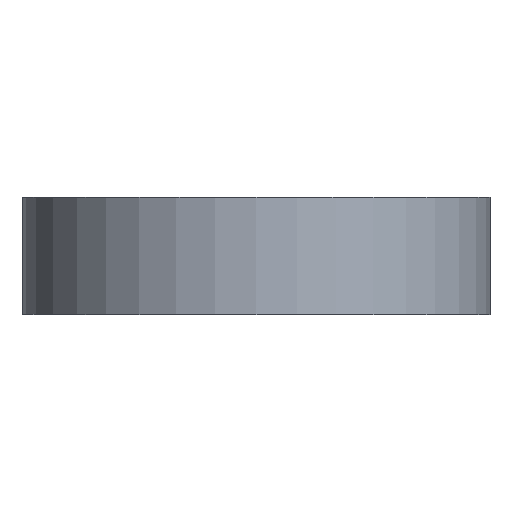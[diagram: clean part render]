
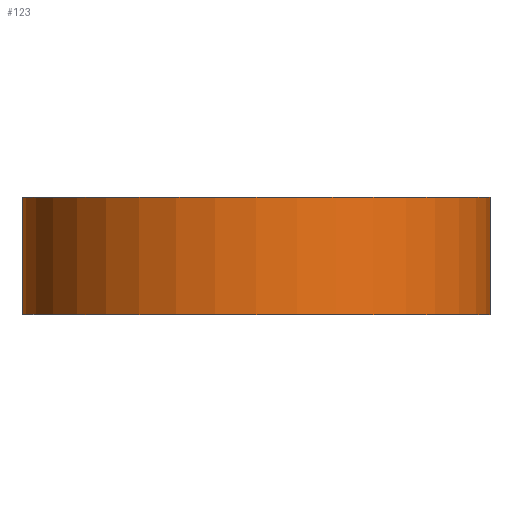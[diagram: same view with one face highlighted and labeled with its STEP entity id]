
A CAD part, front view. The second image highlights one B-rep face of the part: STEP entity #123.
In plain terms, the highlighted cylindrical face has radius 8 mm (diameter 16 mm), a partial arc.
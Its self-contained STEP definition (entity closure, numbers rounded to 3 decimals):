
#17 = CARTESIAN_POINT ( 'NONE',  ( -8., 0., 4. ) ) ;
#32 = ORIENTED_EDGE ( 'NONE', *, *, #366, .F. ) ;
#37 = CARTESIAN_POINT ( 'NONE',  ( 8., 0., 4. ) ) ;
#107 = CARTESIAN_POINT ( 'NONE',  ( -8., 0., 4. ) ) ;
#123 = ADVANCED_FACE ( 'NONE', ( #436 ), #528, .T. ) ;
#130 = EDGE_CURVE ( 'NONE', #406, #573, #262, .T. ) ;
#137 = ORIENTED_EDGE ( 'NONE', *, *, #472, .T. ) ;
#138 = ORIENTED_EDGE ( 'NONE', *, *, #130, .F. ) ;
#146 = DIRECTION ( 'NONE',  ( 1., 0., 0. ) ) ;
#163 = VERTEX_POINT ( 'NONE', #214 ) ;
#180 = DIRECTION ( 'NONE',  ( 1., 0., 0. ) ) ;
#204 = ORIENTED_EDGE ( 'NONE', *, *, #303, .T. ) ;
#207 = CARTESIAN_POINT ( 'NONE',  ( 8., 0., 4. ) ) ;
#212 = DIRECTION ( 'NONE',  ( 0., 0., -1. ) ) ;
#214 = CARTESIAN_POINT ( 'NONE',  ( -8., 0., 0. ) ) ;
#219 = CIRCLE ( 'NONE', #621, 8. ) ;
#221 = DIRECTION ( 'NONE',  ( 0., 0., -1. ) ) ;
#225 = VERTEX_POINT ( 'NONE', #17 ) ;
#238 = VECTOR ( 'NONE', #212, 1000. ) ;
#262 = LINE ( 'NONE', #207, #330 ) ;
#287 = CIRCLE ( 'NONE', #352, 8. ) ;
#303 = EDGE_CURVE ( 'NONE', #163, #573, #219, .T. ) ;
#330 = VECTOR ( 'NONE', #221, 1000. ) ;
#336 = LINE ( 'NONE', #107, #238 ) ;
#352 = AXIS2_PLACEMENT_3D ( 'NONE', #615, #511, #146 ) ;
#366 = EDGE_CURVE ( 'NONE', #225, #406, #287, .T. ) ;
#371 = CARTESIAN_POINT ( 'NONE',  ( 0., 0., 0. ) ) ;
#372 = AXIS2_PLACEMENT_3D ( 'NONE', #558, #401, #607 ) ;
#385 = EDGE_LOOP ( 'NONE', ( #32, #137, #204, #138 ) ) ;
#401 = DIRECTION ( 'NONE',  ( 0., 0., -1. ) ) ;
#406 = VERTEX_POINT ( 'NONE', #37 ) ;
#436 = FACE_OUTER_BOUND ( 'NONE', #385, .T. ) ;
#472 = EDGE_CURVE ( 'NONE', #225, #163, #336, .T. ) ;
#511 = DIRECTION ( 'NONE',  ( 0., 0., 1. ) ) ;
#528 = CYLINDRICAL_SURFACE ( 'NONE', #372, 8. ) ;
#531 = CARTESIAN_POINT ( 'NONE',  ( 8., 0., 0. ) ) ;
#558 = CARTESIAN_POINT ( 'NONE',  ( 0., 0., 4. ) ) ;
#569 = DIRECTION ( 'NONE',  ( 0., 0., 1. ) ) ;
#573 = VERTEX_POINT ( 'NONE', #531 ) ;
#607 = DIRECTION ( 'NONE',  ( -1., 0., 0. ) ) ;
#615 = CARTESIAN_POINT ( 'NONE',  ( 0., 0., 4. ) ) ;
#621 = AXIS2_PLACEMENT_3D ( 'NONE', #371, #569, #180 ) ;
